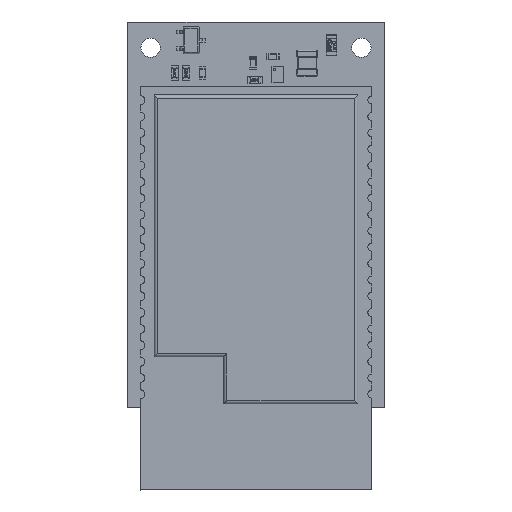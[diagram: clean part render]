
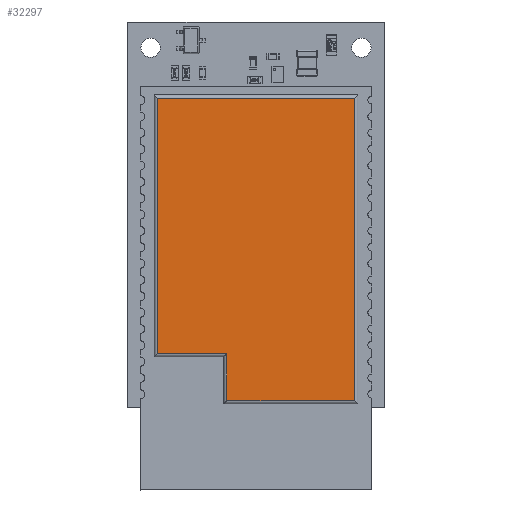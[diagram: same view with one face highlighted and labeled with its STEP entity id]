
A CAD part, top view. The second image highlights one B-rep face of the part: STEP entity #32297.
In plain terms, the highlighted face is planar.
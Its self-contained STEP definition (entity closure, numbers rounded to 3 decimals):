
#32222 = VERTEX_POINT('',#32223);
#32223 = CARTESIAN_POINT('',(0.95,3.3,-1.325));
#32235 = EDGE_CURVE('',#32236,#32222,#32238,.T.);
#32236 = VERTEX_POINT('',#32237);
#32237 = CARTESIAN_POINT('',(0.95,3.3,-16.675));
#32238 = LINE('',#32239,#32240);
#32239 = CARTESIAN_POINT('',(0.95,3.3,-16.675));
#32240 = VECTOR('',#32241,1.);
#32241 = DIRECTION('',(0.,0.,1.));
#32267 = VERTEX_POINT('',#32268);
#32268 = CARTESIAN_POINT('',(24.45,3.3,-16.675));
#32287 = EDGE_CURVE('',#32267,#32236,#32288,.T.);
#32288 = LINE('',#32289,#32290);
#32289 = CARTESIAN_POINT('',(24.45,3.3,-16.675));
#32290 = VECTOR('',#32291,1.);
#32291 = DIRECTION('',(-1.,0.,0.));
#32297 = ADVANCED_FACE('',(#32298),#32332,.T.);
#32298 = FACE_BOUND('',#32299,.F.);
#32299 = EDGE_LOOP('',(#32300,#32308,#32316,#32324,#32330,#32331));
#32300 = ORIENTED_EDGE('',*,*,#32301,.F.);
#32301 = EDGE_CURVE('',#32302,#32267,#32304,.T.);
#32302 = VERTEX_POINT('',#32303);
#32303 = CARTESIAN_POINT('',(24.45,3.3,-6.725));
#32304 = LINE('',#32305,#32306);
#32305 = CARTESIAN_POINT('',(24.45,3.3,-6.725));
#32306 = VECTOR('',#32307,1.);
#32307 = DIRECTION('',(0.,0.,-1.));
#32308 = ORIENTED_EDGE('',*,*,#32309,.F.);
#32309 = EDGE_CURVE('',#32310,#32302,#32312,.T.);
#32310 = VERTEX_POINT('',#32311);
#32311 = CARTESIAN_POINT('',(20.8,3.3,-6.725));
#32312 = LINE('',#32313,#32314);
#32313 = CARTESIAN_POINT('',(20.8,3.3,-6.725));
#32314 = VECTOR('',#32315,1.);
#32315 = DIRECTION('',(1.,0.,0.));
#32316 = ORIENTED_EDGE('',*,*,#32317,.F.);
#32317 = EDGE_CURVE('',#32318,#32310,#32320,.T.);
#32318 = VERTEX_POINT('',#32319);
#32319 = CARTESIAN_POINT('',(20.8,3.3,-1.325));
#32320 = LINE('',#32321,#32322);
#32321 = CARTESIAN_POINT('',(20.8,3.3,-1.325));
#32322 = VECTOR('',#32323,1.);
#32323 = DIRECTION('',(0.,0.,-1.));
#32324 = ORIENTED_EDGE('',*,*,#32325,.F.);
#32325 = EDGE_CURVE('',#32222,#32318,#32326,.T.);
#32326 = LINE('',#32327,#32328);
#32327 = CARTESIAN_POINT('',(0.95,3.3,-1.325));
#32328 = VECTOR('',#32329,1.);
#32329 = DIRECTION('',(1.,0.,0.));
#32330 = ORIENTED_EDGE('',*,*,#32235,.F.);
#32331 = ORIENTED_EDGE('',*,*,#32287,.F.);
#32332 = PLANE('',#32333);
#32333 = AXIS2_PLACEMENT_3D('',#32334,#32335,#32336);
#32334 = CARTESIAN_POINT('',(0.,3.3,0.));
#32335 = DIRECTION('',(0.,1.,0.));
#32336 = DIRECTION('',(1.,0.,0.));
